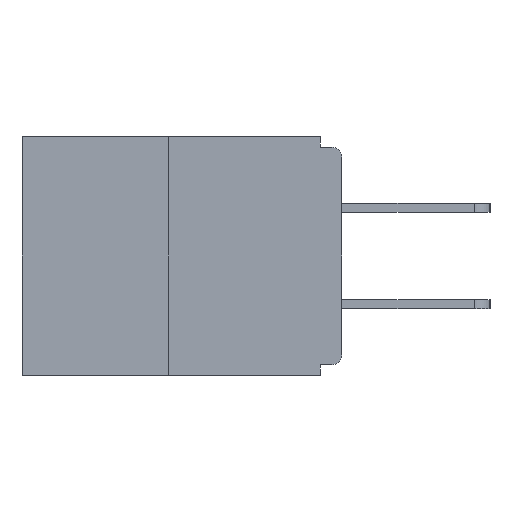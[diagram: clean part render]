
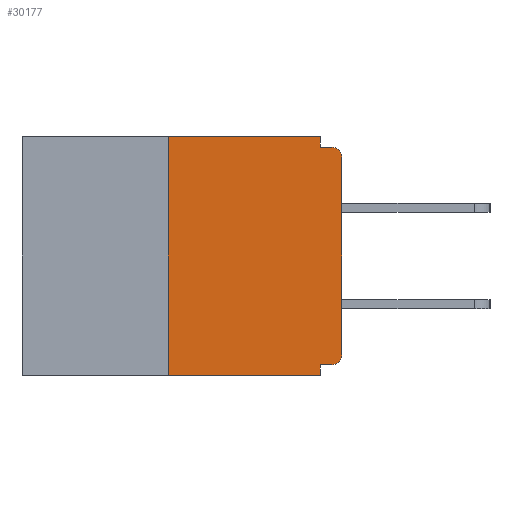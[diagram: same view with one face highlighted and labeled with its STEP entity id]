
A CAD part, left-side view. The second image highlights one B-rep face of the part: STEP entity #30177.
In plain terms, the highlighted planar face has unit normal (-1, 0, 0).
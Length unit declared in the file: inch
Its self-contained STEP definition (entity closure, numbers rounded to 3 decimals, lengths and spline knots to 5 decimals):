
#108 = CARTESIAN_POINT ( 'NONE',  ( 0., 0.25, -0.343 ) ) ;
#284 = DIRECTION ( 'NONE',  ( 0., 1., 0. ) ) ;
#344 = EDGE_LOOP ( 'NONE', ( #19932, #3563, #1254, #14317, #8070, #3839, #15594, #26362, #21468, #14757 ) ) ;
#504 = VECTOR ( 'NONE', #284, 39.37008 ) ;
#1011 = EDGE_CURVE ( 'NONE', #29802, #12313, #6896, .T. ) ;
#1254 = ORIENTED_EDGE ( 'NONE', *, *, #24659, .T. ) ;
#1733 = VERTEX_POINT ( 'NONE', #9516 ) ;
#2565 = LINE ( 'NONE', #2765, #13161 ) ;
#2765 = CARTESIAN_POINT ( 'NONE',  ( 0., 0., 0. ) ) ;
#3178 = VERTEX_POINT ( 'NONE', #108 ) ;
#3281 = LINE ( 'NONE', #20228, #7649 ) ;
#3563 = ORIENTED_EDGE ( 'NONE', *, *, #22335, .F. ) ;
#3642 = VECTOR ( 'NONE', #22297, 39.37008 ) ;
#3703 = CARTESIAN_POINT ( 'NONE',  ( 0., 0.031, -0.328 ) ) ;
#3839 = ORIENTED_EDGE ( 'NONE', *, *, #18340, .T. ) ;
#4190 = DIRECTION ( 'NONE',  ( 0., -1., 0. ) ) ;
#5522 = VECTOR ( 'NONE', #4190, 39.37008 ) ;
#5976 = EDGE_CURVE ( 'NONE', #1733, #22581, #21615, .T. ) ;
#6314 = DIRECTION ( 'NONE',  ( 0., 0., 1. ) ) ;
#6371 = VERTEX_POINT ( 'NONE', #24922 ) ;
#6518 = CIRCLE ( 'NONE', #26056, 0.015 ) ;
#6636 = CARTESIAN_POINT ( 'NONE',  ( 0., 0., -0.015 ) ) ;
#6896 = LINE ( 'NONE', #12976, #3642 ) ;
#7085 = AXIS2_PLACEMENT_3D ( 'NONE', #17810, #27374, #15589 ) ;
#7321 = VERTEX_POINT ( 'NONE', #13352 ) ;
#7649 = VECTOR ( 'NONE', #6314, 39.37008 ) ;
#8070 = ORIENTED_EDGE ( 'NONE', *, *, #20446, .F. ) ;
#8089 = VERTEX_POINT ( 'NONE', #9271 ) ;
#8396 = VECTOR ( 'NONE', #25002, 39.37008 ) ;
#8748 = CARTESIAN_POINT ( 'NONE',  ( 0., 0.031, 0. ) ) ;
#9271 = CARTESIAN_POINT ( 'NONE',  ( 0., 0.015, -0.328 ) ) ;
#9516 = CARTESIAN_POINT ( 'NONE',  ( 0., 0.25, 0. ) ) ;
#9778 = DIRECTION ( 'NONE',  ( 0., 0., -1. ) ) ;
#10463 = CARTESIAN_POINT ( 'NONE',  ( 0., 0.46, -0.343 ) ) ;
#10699 = PLANE ( 'NONE',  #7085 ) ;
#11685 = CARTESIAN_POINT ( 'NONE',  ( 0., 0., -0.313 ) ) ;
#11728 = LINE ( 'NONE', #6636, #5522 ) ;
#12313 = VERTEX_POINT ( 'NONE', #29592 ) ;
#12552 = LINE ( 'NONE', #23597, #504 ) ;
#12976 = CARTESIAN_POINT ( 'NONE',  ( 0., 0.031, -0.343 ) ) ;
#13161 = VECTOR ( 'NONE', #21574, 39.37008 ) ;
#13352 = CARTESIAN_POINT ( 'NONE',  ( 0., 0.031, -0.015 ) ) ;
#13355 = VERTEX_POINT ( 'NONE', #29649 ) ;
#14128 = EDGE_CURVE ( 'NONE', #6371, #13355, #6518, .T. ) ;
#14294 = AXIS2_PLACEMENT_3D ( 'NONE', #25935, #14594, #9778 ) ;
#14317 = ORIENTED_EDGE ( 'NONE', *, *, #1011, .F. ) ;
#14537 = VECTOR ( 'NONE', #15168, 39.37008 ) ;
#14594 = DIRECTION ( 'NONE',  ( -1., 0., 0. ) ) ;
#14757 = ORIENTED_EDGE ( 'NONE', *, *, #30158, .F. ) ;
#15092 = CARTESIAN_POINT ( 'NONE',  ( 0., 0.46, 0. ) ) ;
#15168 = DIRECTION ( 'NONE',  ( 0., -1., 0. ) ) ;
#15589 = DIRECTION ( 'NONE',  ( 0., 0., -1. ) ) ;
#15594 = ORIENTED_EDGE ( 'NONE', *, *, #23834, .T. ) ;
#16787 = FACE_OUTER_BOUND ( 'NONE', #344, .T. ) ;
#17202 = DIRECTION ( 'NONE',  ( -1., 0., 0. ) ) ;
#17319 = DIRECTION ( 'NONE',  ( 0., -1., 0. ) ) ;
#17810 = CARTESIAN_POINT ( 'NONE',  ( 0., 0.46, 0. ) ) ;
#18340 = EDGE_CURVE ( 'NONE', #8089, #18872, #29809, .T. ) ;
#18872 = VERTEX_POINT ( 'NONE', #11685 ) ;
#19932 = ORIENTED_EDGE ( 'NONE', *, *, #5976, .F. ) ;
#20228 = CARTESIAN_POINT ( 'NONE',  ( 0., 0.25, 0. ) ) ;
#20446 = EDGE_CURVE ( 'NONE', #8089, #29802, #12552, .T. ) ;
#21468 = ORIENTED_EDGE ( 'NONE', *, *, #28868, .F. ) ;
#21574 = DIRECTION ( 'NONE',  ( 0., 0., 1. ) ) ;
#21615 = LINE ( 'NONE', #15092, #22723 ) ;
#21900 = CARTESIAN_POINT ( 'NONE',  ( 0., 0.031, 0. ) ) ;
#22297 = DIRECTION ( 'NONE',  ( 0., 0., -1. ) ) ;
#22335 = EDGE_CURVE ( 'NONE', #3178, #1733, #3281, .T. ) ;
#22581 = VERTEX_POINT ( 'NONE', #21900 ) ;
#22723 = VECTOR ( 'NONE', #17319, 39.37008 ) ;
#22897 = LINE ( 'NONE', #10463, #14537 ) ;
#23597 = CARTESIAN_POINT ( 'NONE',  ( 0., 0., -0.328 ) ) ;
#23834 = EDGE_CURVE ( 'NONE', #18872, #6371, #2565, .T. ) ;
#24166 = CARTESIAN_POINT ( 'NONE',  ( 0., 0.015, -0.03 ) ) ;
#24659 = EDGE_CURVE ( 'NONE', #3178, #12313, #22897, .T. ) ;
#24922 = CARTESIAN_POINT ( 'NONE',  ( 0., 0., -0.03 ) ) ;
#25002 = DIRECTION ( 'NONE',  ( 0., 0., -1. ) ) ;
#25935 = CARTESIAN_POINT ( 'NONE',  ( 0., 0.015, -0.313 ) ) ;
#26056 = AXIS2_PLACEMENT_3D ( 'NONE', #24166, #17202, #28692 ) ;
#26362 = ORIENTED_EDGE ( 'NONE', *, *, #14128, .T. ) ;
#27374 = DIRECTION ( 'NONE',  ( 1., 0., 0. ) ) ;
#28692 = DIRECTION ( 'NONE',  ( 0., 0., -1. ) ) ;
#28868 = EDGE_CURVE ( 'NONE', #7321, #13355, #11728, .T. ) ;
#29533 = LINE ( 'NONE', #8748, #8396 ) ;
#29592 = CARTESIAN_POINT ( 'NONE',  ( 0., 0.031, -0.343 ) ) ;
#29649 = CARTESIAN_POINT ( 'NONE',  ( 0., 0.015, -0.015 ) ) ;
#29802 = VERTEX_POINT ( 'NONE', #3703 ) ;
#29809 = CIRCLE ( 'NONE', #14294, 0.015 ) ;
#30158 = EDGE_CURVE ( 'NONE', #22581, #7321, #29533, .T. ) ;
#30177 = ADVANCED_FACE ( 'NONE', ( #16787 ), #10699, .F. ) ;
